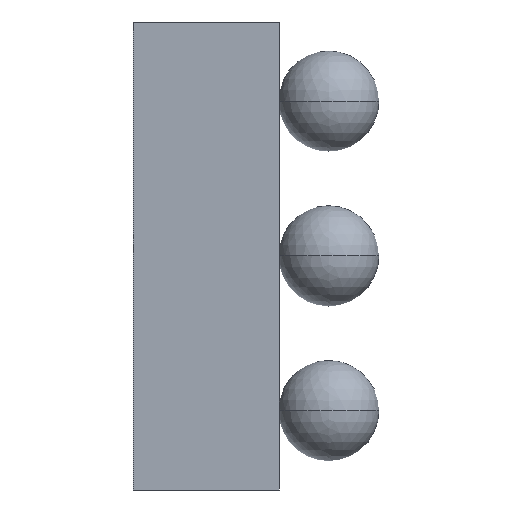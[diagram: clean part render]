
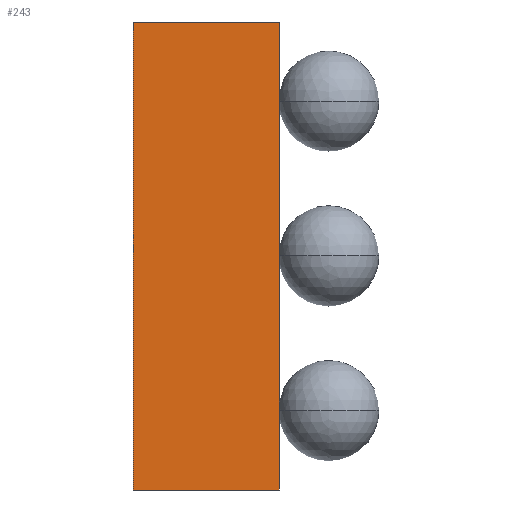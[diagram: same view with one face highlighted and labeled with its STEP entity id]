
A CAD part, left-side view. The second image highlights one B-rep face of the part: STEP entity #243.
In plain terms, the highlighted planar face has unit normal (-1, 0, 0).
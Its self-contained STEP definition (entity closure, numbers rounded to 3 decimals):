
#17 = EDGE_CURVE ( 'NONE', #177, #727, #600, .T. ) ;
#22 = CARTESIAN_POINT ( 'NONE',  ( -0.605, 0.208, -0.605 ) ) ;
#97 = ORIENTED_EDGE ( 'NONE', *, *, #805, .F. ) ;
#115 = CARTESIAN_POINT ( 'NONE',  ( -0.605, 0.586, 0.605 ) ) ;
#134 = VECTOR ( 'NONE', #484, 1000. ) ;
#136 = CARTESIAN_POINT ( 'NONE',  ( -0.605, 0.586, -0.605 ) ) ;
#177 = VERTEX_POINT ( 'NONE', #355 ) ;
#192 = VECTOR ( 'NONE', #491, 1000. ) ;
#197 = DIRECTION ( 'NONE',  ( 0., -1., 0. ) ) ;
#214 = CARTESIAN_POINT ( 'NONE',  ( -0.605, 0.586, 0.605 ) ) ;
#230 = ORIENTED_EDGE ( 'NONE', *, *, #589, .T. ) ;
#233 = PLANE ( 'NONE',  #804 ) ;
#236 = VERTEX_POINT ( 'NONE', #413 ) ;
#243 = ADVANCED_FACE ( 'NONE', ( #685 ), #233, .F. ) ;
#250 = CARTESIAN_POINT ( 'NONE',  ( -0.605, 0.208, 0.605 ) ) ;
#306 = VECTOR ( 'NONE', #197, 1000. ) ;
#355 = CARTESIAN_POINT ( 'NONE',  ( -0.605, 0.586, 0.605 ) ) ;
#377 = VERTEX_POINT ( 'NONE', #22 ) ;
#397 = DIRECTION ( 'NONE',  ( 0., 0., 1. ) ) ;
#413 = CARTESIAN_POINT ( 'NONE',  ( -0.605, 0.586, -0.605 ) ) ;
#439 = ORIENTED_EDGE ( 'NONE', *, *, #17, .F. ) ;
#445 = LINE ( 'NONE', #250, #537 ) ;
#454 = LINE ( 'NONE', #136, #306 ) ;
#477 = DIRECTION ( 'NONE',  ( 0., 0., -1. ) ) ;
#484 = DIRECTION ( 'NONE',  ( 0., 0., 1. ) ) ;
#489 = DIRECTION ( 'NONE',  ( 1., 0., 0. ) ) ;
#491 = DIRECTION ( 'NONE',  ( 0., -1., 0. ) ) ;
#537 = VECTOR ( 'NONE', #397, 1000. ) ;
#541 = CARTESIAN_POINT ( 'NONE',  ( -0.605, 0.586, 0.605 ) ) ;
#585 = EDGE_CURVE ( 'NONE', #377, #727, #445, .T. ) ;
#587 = EDGE_LOOP ( 'NONE', ( #618, #439, #97, #230 ) ) ;
#589 = EDGE_CURVE ( 'NONE', #236, #377, #454, .T. ) ;
#600 = LINE ( 'NONE', #115, #192 ) ;
#618 = ORIENTED_EDGE ( 'NONE', *, *, #585, .T. ) ;
#669 = LINE ( 'NONE', #214, #134 ) ;
#685 = FACE_OUTER_BOUND ( 'NONE', #587, .T. ) ;
#727 = VERTEX_POINT ( 'NONE', #755 ) ;
#755 = CARTESIAN_POINT ( 'NONE',  ( -0.605, 0.208, 0.605 ) ) ;
#804 = AXIS2_PLACEMENT_3D ( 'NONE', #541, #489, #477 ) ;
#805 = EDGE_CURVE ( 'NONE', #236, #177, #669, .T. ) ;
